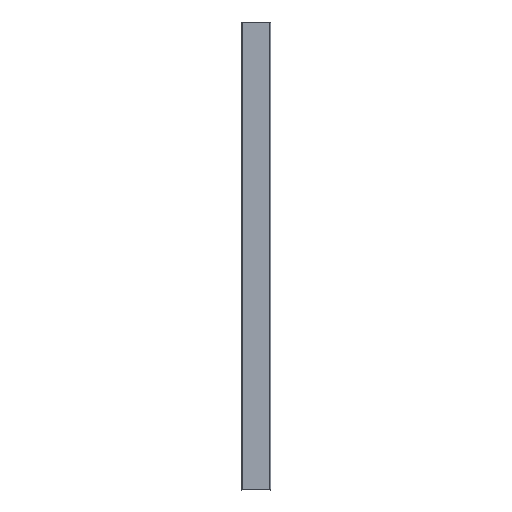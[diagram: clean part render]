
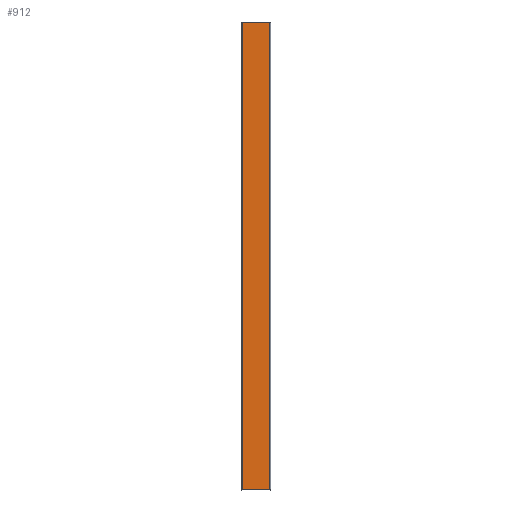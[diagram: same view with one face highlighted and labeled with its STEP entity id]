
A CAD part, front view. The second image highlights one B-rep face of the part: STEP entity #912.
In plain terms, the highlighted face is planar.
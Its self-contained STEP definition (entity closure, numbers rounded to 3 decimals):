
#152 = VECTOR ( 'NONE', #1559, 1000. ) ;
#251 = CARTESIAN_POINT ( 'NONE',  ( 96.532, 3.653, 0. ) ) ;
#267 = VECTOR ( 'NONE', #937, 1000. ) ;
#347 = VERTEX_POINT ( 'NONE', #251 ) ;
#348 = CARTESIAN_POINT ( 'NONE',  ( 96.532, 3.653, 2000. ) ) ;
#349 = CARTESIAN_POINT ( 'NONE',  ( 96.532, 3.653, 500. ) ) ;
#377 = EDGE_CURVE ( 'NONE', #1536, #347, #1203, .T. ) ;
#451 = ORIENTED_EDGE ( 'NONE', *, *, #944, .T. ) ;
#545 = EDGE_CURVE ( 'NONE', #2279, #1417, #2458, .T. ) ;
#768 = FACE_OUTER_BOUND ( 'NONE', #1517, .T. ) ;
#801 = CARTESIAN_POINT ( 'NONE',  ( -22.426, 0.407, 500. ) ) ;
#865 = LINE ( 'NONE', #801, #1445 ) ;
#912 = ADVANCED_FACE ( 'NONE', ( #768 ), #2020, .T. ) ;
#937 = DIRECTION ( 'NONE',  ( -1., -0.027, 0. ) ) ;
#944 = EDGE_CURVE ( 'NONE', #347, #2279, #977, .T. ) ;
#977 = LINE ( 'NONE', #349, #1527 ) ;
#1100 = CARTESIAN_POINT ( 'NONE',  ( -22.426, 0.407, 2000. ) ) ;
#1203 = LINE ( 'NONE', #2432, #152 ) ;
#1220 = ORIENTED_EDGE ( 'NONE', *, *, #377, .T. ) ;
#1228 = DIRECTION ( 'NONE',  ( 0., 0., -1. ) ) ;
#1348 = DIRECTION ( 'NONE',  ( 1., 0.027, 0. ) ) ;
#1417 = VERTEX_POINT ( 'NONE', #1100 ) ;
#1445 = VECTOR ( 'NONE', #1228, 1000. ) ;
#1456 = AXIS2_PLACEMENT_3D ( 'NONE', #2218, #2652, #1348 ) ;
#1517 = EDGE_LOOP ( 'NONE', ( #451, #2728, #1646, #1220 ) ) ;
#1527 = VECTOR ( 'NONE', #2726, 1000. ) ;
#1536 = VERTEX_POINT ( 'NONE', #2150 ) ;
#1559 = DIRECTION ( 'NONE',  ( 1., 0.027, 0. ) ) ;
#1646 = ORIENTED_EDGE ( 'NONE', *, *, #2277, .T. ) ;
#2004 = CARTESIAN_POINT ( 'NONE',  ( -0.028, 1.018, 2000. ) ) ;
#2020 = PLANE ( 'NONE',  #1456 ) ;
#2150 = CARTESIAN_POINT ( 'NONE',  ( -22.426, 0.407, 0. ) ) ;
#2218 = CARTESIAN_POINT ( 'NONE',  ( 84.531, 3.326, 500. ) ) ;
#2277 = EDGE_CURVE ( 'NONE', #1417, #1536, #865, .T. ) ;
#2279 = VERTEX_POINT ( 'NONE', #348 ) ;
#2432 = CARTESIAN_POINT ( 'NONE',  ( 84.531, 3.326, 0. ) ) ;
#2458 = LINE ( 'NONE', #2004, #267 ) ;
#2652 = DIRECTION ( 'NONE',  ( 0.027, -1., 0. ) ) ;
#2726 = DIRECTION ( 'NONE',  ( 0., 0., 1. ) ) ;
#2728 = ORIENTED_EDGE ( 'NONE', *, *, #545, .T. ) ;
